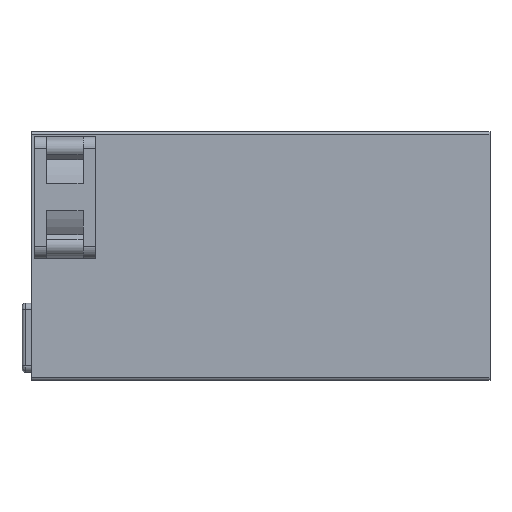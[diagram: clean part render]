
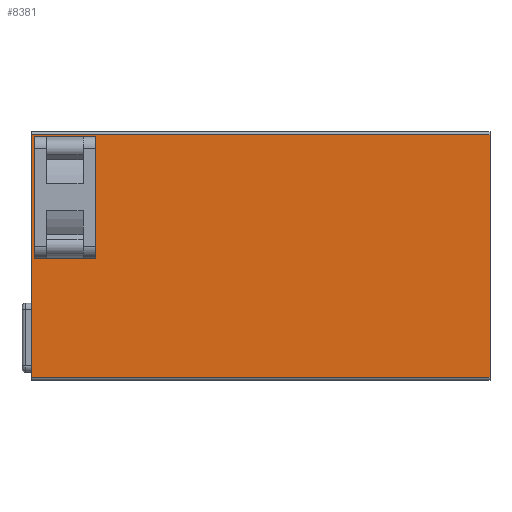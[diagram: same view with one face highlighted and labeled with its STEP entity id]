
A CAD part, front view. The second image highlights one B-rep face of the part: STEP entity #8381.
In plain terms, the highlighted planar face has unit normal (0, -1, 0).
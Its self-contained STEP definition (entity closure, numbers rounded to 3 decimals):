
#272=FACE_BOUND('',#1357,.T.);
#427=PLANE('',#9067);
#784=FACE_OUTER_BOUND('',#1356,.T.);
#1356=EDGE_LOOP('',(#6903,#6904,#6905,#6906));
#1357=EDGE_LOOP('',(#6907,#6908,#6909,#6910));
#1976=LINE('',#12915,#2733);
#1981=LINE('',#12927,#2738);
#1993=LINE('',#12986,#2750);
#1999=LINE('',#13001,#2756);
#2013=LINE('',#13041,#2770);
#2025=LINE('',#13100,#2782);
#2028=LINE('',#13104,#2785);
#2030=LINE('',#13107,#2787);
#2733=VECTOR('',#10530,10.);
#2738=VECTOR('',#10541,10.);
#2750=VECTOR('',#10591,10.);
#2756=VECTOR('',#10609,10.);
#2770=VECTOR('',#10637,10.);
#2782=VECTOR('',#10689,10.);
#2785=VECTOR('',#10694,10.);
#2787=VECTOR('',#10698,10.);
#3868=VERTEX_POINT('',#12912);
#3869=VERTEX_POINT('',#12914);
#3873=VERTEX_POINT('',#12926);
#3900=VERTEX_POINT('',#12982);
#3922=VERTEX_POINT('',#13038);
#3923=VERTEX_POINT('',#13040);
#3949=VERTEX_POINT('',#13097);
#3950=VERTEX_POINT('',#13099);
#4869=EDGE_CURVE('',#3868,#3869,#1976,.T.);
#4875=EDGE_CURVE('',#3869,#3873,#1981,.T.);
#4905=EDGE_CURVE('',#3873,#3900,#1993,.T.);
#4913=EDGE_CURVE('',#3868,#3900,#1999,.T.);
#4931=EDGE_CURVE('',#3923,#3922,#2013,.T.);
#4958=EDGE_CURVE('',#3950,#3949,#2025,.T.);
#4961=EDGE_CURVE('',#3922,#3950,#2028,.T.);
#4963=EDGE_CURVE('',#3949,#3923,#2030,.T.);
#6903=ORIENTED_EDGE('',*,*,#4869,.F.);
#6904=ORIENTED_EDGE('',*,*,#4913,.T.);
#6905=ORIENTED_EDGE('',*,*,#4905,.F.);
#6906=ORIENTED_EDGE('',*,*,#4875,.F.);
#6907=ORIENTED_EDGE('',*,*,#4931,.T.);
#6908=ORIENTED_EDGE('',*,*,#4961,.T.);
#6909=ORIENTED_EDGE('',*,*,#4958,.T.);
#6910=ORIENTED_EDGE('',*,*,#4963,.T.);
#8381=ADVANCED_FACE('',(#784,#272),#427,.T.);
#9067=AXIS2_PLACEMENT_3D('',#13192,#10804,#10805);
#10530=DIRECTION('',(-1.,0.,0.));
#10541=DIRECTION('',(0.,0.,1.));
#10591=DIRECTION('',(1.,0.,0.));
#10609=DIRECTION('',(0.,0.,1.));
#10637=DIRECTION('',(0.,0.,1.));
#10689=DIRECTION('',(0.,0.,-1.));
#10694=DIRECTION('',(1.,0.,0.));
#10698=DIRECTION('',(-1.,0.,0.));
#10804=DIRECTION('center_axis',(0.,-1.,0.));
#10805=DIRECTION('ref_axis',(1.,0.,0.));
#12912=CARTESIAN_POINT('',(150.,0.,1.));
#12914=CARTESIAN_POINT('',(0.,0.,1.));
#12915=CARTESIAN_POINT('',(37.5,0.,1.));
#12926=CARTESIAN_POINT('',(0.,0.,80.5));
#12927=CARTESIAN_POINT('',(0.,0.,0.));
#12982=CARTESIAN_POINT('',(150.,0.,80.5));
#12986=CARTESIAN_POINT('',(37.5,0.,80.5));
#13001=CARTESIAN_POINT('',(150.,0.,0.));
#13038=CARTESIAN_POINT('',(0.8,0.,80.));
#13040=CARTESIAN_POINT('',(0.8,0.,40.));
#13041=CARTESIAN_POINT('',(0.8,0.,40.));
#13097=CARTESIAN_POINT('',(20.8,0.,40.));
#13099=CARTESIAN_POINT('',(20.8,0.,80.));
#13100=CARTESIAN_POINT('',(20.8,0.,20.));
#13104=CARTESIAN_POINT('',(10.4,0.,80.));
#13107=CARTESIAN_POINT('',(0.4,0.,40.));
#13192=CARTESIAN_POINT('Origin',(0.,0.,0.));
